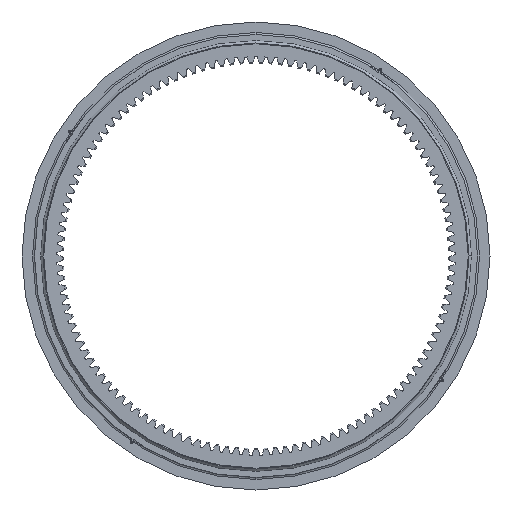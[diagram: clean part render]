
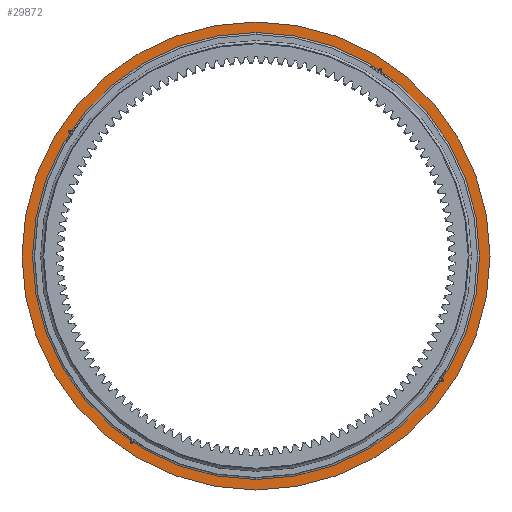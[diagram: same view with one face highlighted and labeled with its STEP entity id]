
A CAD part, front view. The second image highlights one B-rep face of the part: STEP entity #29872.
In plain terms, the highlighted planar face has unit normal (0, -1, 0).
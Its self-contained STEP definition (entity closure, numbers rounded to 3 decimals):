
#740 = AXIS2_PLACEMENT_3D ( 'NONE', #29679, #15539, #1290 ) ;
#970 = VERTEX_POINT ( 'NONE', #28697 ) ;
#1085 = EDGE_CURVE ( 'NONE', #11654, #15097, #10242, .T. ) ;
#1290 = DIRECTION ( 'NONE',  ( 0., 0., 1. ) ) ;
#2302 = ORIENTED_EDGE ( 'NONE', *, *, #16442, .T. ) ;
#2396 = CARTESIAN_POINT ( 'NONE',  ( 0., 16., 0. ) ) ;
#4787 = DIRECTION ( 'NONE',  ( 0., 0., 1. ) ) ;
#4983 = VERTEX_POINT ( 'NONE', #7242 ) ;
#5412 = DIRECTION ( 'NONE',  ( 0., 1., 0. ) ) ;
#5431 = ORIENTED_EDGE ( 'NONE', *, *, #7962, .T. ) ;
#6455 = CARTESIAN_POINT ( 'NONE',  ( 0., 16., 0. ) ) ;
#7137 = FACE_OUTER_BOUND ( 'NONE', #25013, .T. ) ;
#7242 = CARTESIAN_POINT ( 'NONE',  ( 0., 16., -572. ) ) ;
#7275 = CIRCLE ( 'NONE', #11064, 572. ) ;
#7294 = CIRCLE ( 'NONE', #740, 572. ) ;
#7962 = EDGE_CURVE ( 'NONE', #15097, #11654, #22809, .T. ) ;
#8447 = ORIENTED_EDGE ( 'NONE', *, *, #26358, .T. ) ;
#8469 = DIRECTION ( 'NONE',  ( 0., 0., 1. ) ) ;
#9199 = ORIENTED_EDGE ( 'NONE', *, *, #1085, .T. ) ;
#9920 = DIRECTION ( 'NONE',  ( 0., -1., 0. ) ) ;
#10115 = AXIS2_PLACEMENT_3D ( 'NONE', #6455, #9920, #23046 ) ;
#10242 = CIRCLE ( 'NONE', #10115, 599. ) ;
#11064 = AXIS2_PLACEMENT_3D ( 'NONE', #19632, #5412, #21983 ) ;
#11654 = VERTEX_POINT ( 'NONE', #28497 ) ;
#12736 = FACE_BOUND ( 'NONE', #17446, .T. ) ;
#15097 = VERTEX_POINT ( 'NONE', #18135 ) ;
#15539 = DIRECTION ( 'NONE',  ( 0., 1., 0. ) ) ;
#16442 = EDGE_CURVE ( 'NONE', #4983, #970, #7275, .T. ) ;
#17446 = EDGE_LOOP ( 'NONE', ( #8447, #2302 ) ) ;
#18135 = CARTESIAN_POINT ( 'NONE',  ( 0., 16., -599. ) ) ;
#19002 = DIRECTION ( 'NONE',  ( 0., -1., 0. ) ) ;
#19632 = CARTESIAN_POINT ( 'NONE',  ( 0., 16., 0. ) ) ;
#20090 = PLANE ( 'NONE',  #23801 ) ;
#20315 = CARTESIAN_POINT ( 'NONE',  ( 0., 16., 567. ) ) ;
#21983 = DIRECTION ( 'NONE',  ( 0., 0., 1. ) ) ;
#22657 = DIRECTION ( 'NONE',  ( 0., -1., 0. ) ) ;
#22809 = CIRCLE ( 'NONE', #30051, 599. ) ;
#23046 = DIRECTION ( 'NONE',  ( 0., 0., 1. ) ) ;
#23801 = AXIS2_PLACEMENT_3D ( 'NONE', #20315, #22657, #8469 ) ;
#25013 = EDGE_LOOP ( 'NONE', ( #9199, #5431 ) ) ;
#26358 = EDGE_CURVE ( 'NONE', #970, #4983, #7294, .T. ) ;
#28497 = CARTESIAN_POINT ( 'NONE',  ( 0., 16., 599. ) ) ;
#28697 = CARTESIAN_POINT ( 'NONE',  ( 0., 16., 572. ) ) ;
#29679 = CARTESIAN_POINT ( 'NONE',  ( 0., 16., 0. ) ) ;
#29872 = ADVANCED_FACE ( 'NONE', ( #12736, #7137 ), #20090, .T. ) ;
#30051 = AXIS2_PLACEMENT_3D ( 'NONE', #2396, #19002, #4787 ) ;
